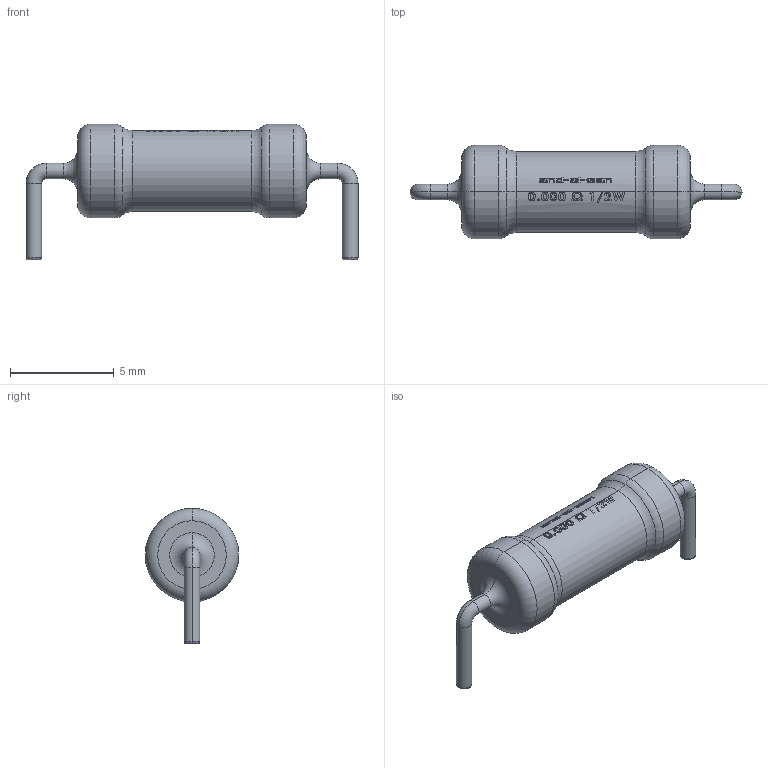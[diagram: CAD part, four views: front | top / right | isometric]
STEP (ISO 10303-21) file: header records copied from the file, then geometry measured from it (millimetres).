
FILE_DESCRIPTION (( 'STEP AP214' ), '1' );
FILE_NAME ('User Library-Res60 1W SilCoat Master.STEP', '2018-12-29T20:55:14', ( '' ), ( '' ), 'SwSTEP 2.0', 'SolidWorks 2018', '' );
FILE_SCHEMA (( 'AUTOMOTIVE_DESIGN' ));
Length unit declared in the file: millimetre
Products named in the file (1): User Library-Res60 1W SilCoat Master
Bounding box: 15.99 x 4.5 x 6.52 mm (x, y, z)
Volume: 152.7 mm3; surface area: 196.9 mm2
Topology: 1 solids, 1 shells, 252 faces, 628 edges, 408 vertices
Faces by surface type: plane 128, bspline 58, cylinder 42, torus 24
Entity records: 12928 total; most frequent: CARTESIAN_POINT 4429, ORIENTED_EDGE 1256, DIRECTION 1046, EDGE_CURVE 628, VERTEX_POINT 408, AXIS2_PLACEMENT_3D 365, VECTOR 316, LINE 316
